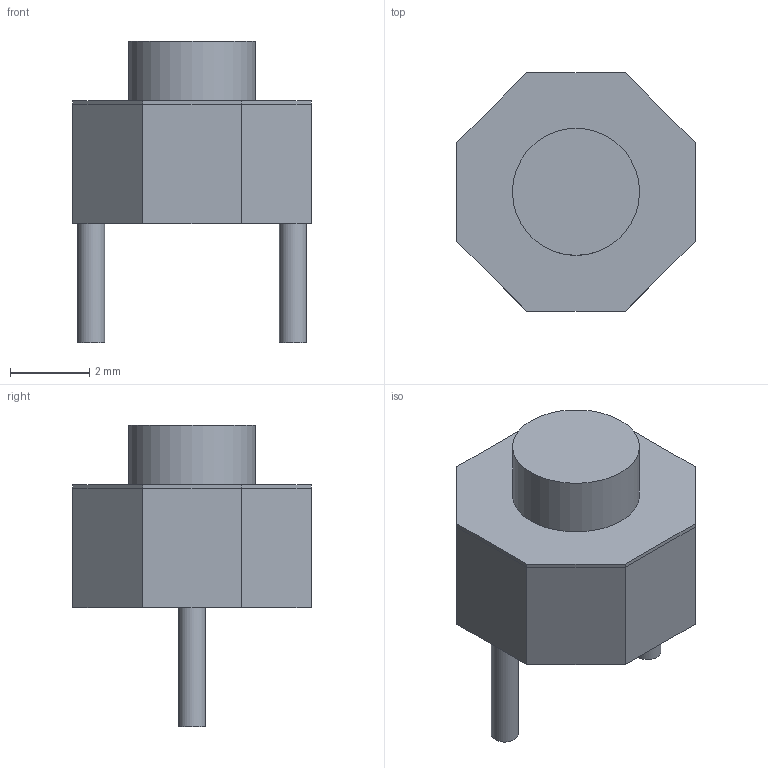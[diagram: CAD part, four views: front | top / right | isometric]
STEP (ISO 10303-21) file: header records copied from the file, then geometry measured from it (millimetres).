
FILE_DESCRIPTION(('FreeCAD Model'),'2;1');
FILE_NAME('Button_6.step','2019-04-12T11:36:19',('Author'),(''), 'Open CASCADE STEP processor 7.3','FreeCAD','Unknown');
FILE_SCHEMA(('AUTOMOTIVE_DESIGN_CC2 { 1 2 10303 214 -1 1 5 4 }'));
Length unit declared in the file: millimetre
Products named in the file (5): Part; Body; Body001; Body002; Body003
Assembly tree (4 placements, depth 2):
  Part
    Body
    Body001
    Body002
    Body003
Bounding box: 6 x 6 x 7.6 mm (x, y, z)
Volume: 107.1 mm3; surface area: 233.9 mm2
Topology: 4 solids, 4 shells, 35 faces, 77 edges, 50 vertices
Faces by surface type: plane 32, cylinder 3
Full cylindrical faces by diameter (mm): 0.68 x2, 3.2 x1
Entity records: 2078 total; most frequent: CARTESIAN_POINT 339, DIRECTION 318, LINE 211, VECTOR 211, ORIENTED_EDGE 154, PCURVE 154, DEFINITIONAL_REPRESENTATION 154, EDGE_CURVE 77
